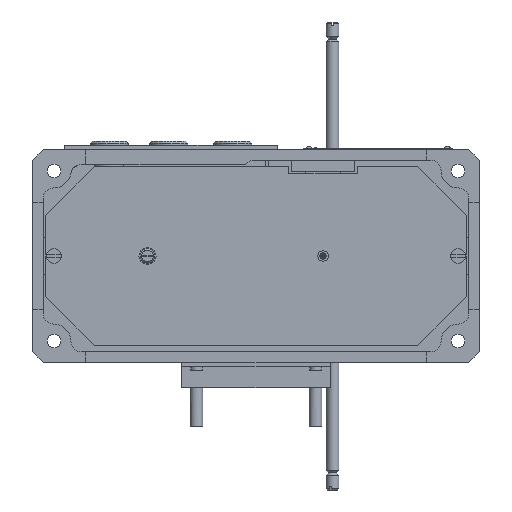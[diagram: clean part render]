
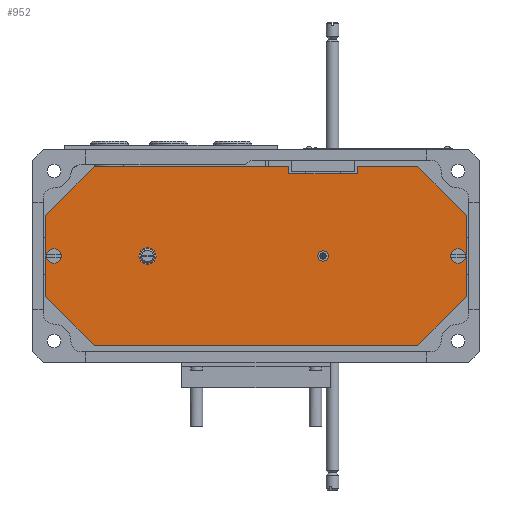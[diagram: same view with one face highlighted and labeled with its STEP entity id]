
A CAD part, front view. The second image highlights one B-rep face of the part: STEP entity #952.
In plain terms, the highlighted planar face has unit normal (0, -1, 0).
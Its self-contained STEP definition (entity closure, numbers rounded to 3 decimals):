
#173 = ORIENTED_EDGE ( 'NONE', *, *, #25088, .F. ) ;
#952 = ADVANCED_FACE ( 'NONE', ( #3831, #68055, #22396, #33821, #15946 ), #21265, .T. ) ;
#1334 = CARTESIAN_POINT ( 'NONE',  ( 6., 3., -19. ) ) ;
#1592 = VERTEX_POINT ( 'NONE', #27424 ) ;
#2260 = EDGE_CURVE ( 'NONE', #1592, #33615, #56935, .T. ) ;
#2682 = EDGE_CURVE ( 'NONE', #70819, #70819, #9802, .T. ) ;
#2852 = ORIENTED_EDGE ( 'NONE', *, *, #5998, .F. ) ;
#3831 = FACE_BOUND ( 'NONE', #57812, .T. ) ;
#4411 = EDGE_CURVE ( 'NONE', #62987, #36360, #49506, .T. ) ;
#4601 = CARTESIAN_POINT ( 'NONE',  ( 200., 3., 0. ) ) ;
#4907 = ORIENTED_EDGE ( 'NONE', *, *, #23820, .F. ) ;
#5023 = LINE ( 'NONE', #9942, #12674 ) ;
#5998 = EDGE_CURVE ( 'NONE', #8280, #18160, #67874, .T. ) ;
#6168 = LINE ( 'NONE', #40409, #25692 ) ;
#6538 = EDGE_CURVE ( 'NONE', #10178, #10178, #63518, .T. ) ;
#7485 = EDGE_CURVE ( 'NONE', #26752, #49029, #5023, .T. ) ;
#7636 = VECTOR ( 'NONE', #60131, 1000. ) ;
#8280 = VERTEX_POINT ( 'NONE', #56267 ) ;
#9609 = DIRECTION ( 'NONE',  ( 0., 0., 1. ) ) ;
#9658 = ORIENTED_EDGE ( 'NONE', *, *, #49302, .F. ) ;
#9800 = CARTESIAN_POINT ( 'NONE',  ( 6., 3., -19. ) ) ;
#9802 = CIRCLE ( 'NONE', #68067, 2.15 ) ;
#9942 = CARTESIAN_POINT ( 'NONE',  ( 6., 3., -19. ) ) ;
#10062 = CARTESIAN_POINT ( 'NONE',  ( 204., 3., -19. ) ) ;
#10178 = VERTEX_POINT ( 'NONE', #37347 ) ;
#10634 = DIRECTION ( 'NONE',  ( 0., 0., 1. ) ) ;
#10890 = AXIS2_PLACEMENT_3D ( 'NONE', #67410, #61686, #9609 ) ;
#11412 = DIRECTION ( 'NONE',  ( -0.707, 0., -0.707 ) ) ;
#11437 = ORIENTED_EDGE ( 'NONE', *, *, #12057, .F. ) ;
#11688 = CARTESIAN_POINT ( 'NONE',  ( 204., 3., -19. ) ) ;
#12057 = EDGE_CURVE ( 'NONE', #65040, #8280, #59758, .T. ) ;
#12674 = VECTOR ( 'NONE', #33150, 1000. ) ;
#13332 = VECTOR ( 'NONE', #73524, 1000. ) ;
#14752 = EDGE_CURVE ( 'NONE', #57550, #62987, #29020, .T. ) ;
#14791 = DIRECTION ( 'NONE',  ( 0., 0., 1. ) ) ;
#14890 = VERTEX_POINT ( 'NONE', #31236 ) ;
#15135 = CARTESIAN_POINT ( 'NONE',  ( 120.5, 3., 42. ) ) ;
#15515 = DIRECTION ( 'NONE',  ( 0., 0., 1. ) ) ;
#15903 = ORIENTED_EDGE ( 'NONE', *, *, #49748, .T. ) ;
#15946 = FACE_BOUND ( 'NONE', #16844, .T. ) ;
#16138 = DIRECTION ( 'NONE',  ( 0., 0., -1. ) ) ;
#16844 = EDGE_LOOP ( 'NONE', ( #24977 ) ) ;
#18160 = VERTEX_POINT ( 'NONE', #11688 ) ;
#18560 = CARTESIAN_POINT ( 'NONE',  ( 105., 3., -118. ) ) ;
#18684 = CARTESIAN_POINT ( 'NONE',  ( 200., 3., 2.15 ) ) ;
#19200 = VERTEX_POINT ( 'NONE', #49740 ) ;
#19227 = VECTOR ( 'NONE', #16138, 1000. ) ;
#20628 = EDGE_CURVE ( 'NONE', #49029, #57550, #74091, .T. ) ;
#21265 = PLANE ( 'NONE',  #48911 ) ;
#21595 = ORIENTED_EDGE ( 'NONE', *, *, #40624, .T. ) ;
#22396 = FACE_BOUND ( 'NONE', #33612, .T. ) ;
#23278 = CARTESIAN_POINT ( 'NONE',  ( 29., 3., -42. ) ) ;
#23820 = EDGE_CURVE ( 'NONE', #18160, #14890, #41103, .T. ) ;
#24827 = ORIENTED_EDGE ( 'NONE', *, *, #14752, .F. ) ;
#24977 = ORIENTED_EDGE ( 'NONE', *, *, #2682, .T. ) ;
#25088 = EDGE_CURVE ( 'NONE', #1592, #65040, #50286, .T. ) ;
#25429 = CARTESIAN_POINT ( 'NONE',  ( 136.5, 3., 0. ) ) ;
#25692 = VECTOR ( 'NONE', #63950, 1000. ) ;
#26752 = VERTEX_POINT ( 'NONE', #23278 ) ;
#27424 = CARTESIAN_POINT ( 'NONE',  ( 152.5, 3., 42. ) ) ;
#29020 = LINE ( 'NONE', #35103, #37493 ) ;
#29244 = DIRECTION ( 'NONE',  ( 0., 0., -1. ) ) ;
#30013 = VECTOR ( 'NONE', #55449, 1000. ) ;
#31140 = LINE ( 'NONE', #15135, #30013 ) ;
#31236 = CARTESIAN_POINT ( 'NONE',  ( 181., 3., -42. ) ) ;
#32534 = LINE ( 'NONE', #45485, #51303 ) ;
#33115 = CARTESIAN_POINT ( 'NONE',  ( 6., 3., 19. ) ) ;
#33150 = DIRECTION ( 'NONE',  ( -0.707, 0., 0.707 ) ) ;
#33612 = EDGE_LOOP ( 'NONE', ( #71890 ) ) ;
#33615 = VERTEX_POINT ( 'NONE', #45746 ) ;
#33644 = ORIENTED_EDGE ( 'NONE', *, *, #7485, .F. ) ;
#33663 = CIRCLE ( 'NONE', #47053, 2.5 ) ;
#33821 = FACE_BOUND ( 'NONE', #62596, .T. ) ;
#34689 = CARTESIAN_POINT ( 'NONE',  ( 10., 3., 2.15 ) ) ;
#35103 = CARTESIAN_POINT ( 'NONE',  ( 6., 3., 19. ) ) ;
#36360 = VERTEX_POINT ( 'NONE', #36997 ) ;
#36700 = CARTESIAN_POINT ( 'NONE',  ( 136.5, 3., 2.5 ) ) ;
#36997 = CARTESIAN_POINT ( 'NONE',  ( 120.5, 3., 42. ) ) ;
#37347 = CARTESIAN_POINT ( 'NONE',  ( 54., 3., 4. ) ) ;
#37493 = VECTOR ( 'NONE', #58277, 1000. ) ;
#38663 = DIRECTION ( 'NONE',  ( -1., 0., 0. ) ) ;
#39653 = VECTOR ( 'NONE', #15515, 1000. ) ;
#40349 = ORIENTED_EDGE ( 'NONE', *, *, #4411, .F. ) ;
#40409 = CARTESIAN_POINT ( 'NONE',  ( 29., 3., -42. ) ) ;
#40624 = EDGE_CURVE ( 'NONE', #53774, #53774, #33663, .T. ) ;
#41103 = LINE ( 'NONE', #63493, #54428 ) ;
#41828 = VECTOR ( 'NONE', #62250, 1000. ) ;
#43430 = ORIENTED_EDGE ( 'NONE', *, *, #69086, .T. ) ;
#45019 = VECTOR ( 'NONE', #60879, 1000. ) ;
#45485 = CARTESIAN_POINT ( 'NONE',  ( 152.5, 3., 38.6 ) ) ;
#45746 = CARTESIAN_POINT ( 'NONE',  ( 152.5, 3., 38.6 ) ) ;
#46012 = EDGE_CURVE ( 'NONE', #52887, #52887, #74059, .T. ) ;
#46127 = DIRECTION ( 'NONE',  ( 0., 0., 1. ) ) ;
#46495 = CARTESIAN_POINT ( 'NONE',  ( 54., 3., 0. ) ) ;
#47053 = AXIS2_PLACEMENT_3D ( 'NONE', #25429, #61170, #14791 ) ;
#48026 = ORIENTED_EDGE ( 'NONE', *, *, #46012, .T. ) ;
#48911 = AXIS2_PLACEMENT_3D ( 'NONE', #18560, #64583, #29244 ) ;
#49029 = VERTEX_POINT ( 'NONE', #1334 ) ;
#49302 = EDGE_CURVE ( 'NONE', #14890, #26752, #6168, .T. ) ;
#49506 = LINE ( 'NONE', #60508, #45019 ) ;
#49740 = CARTESIAN_POINT ( 'NONE',  ( 120.5, 3., 38.6 ) ) ;
#49748 = EDGE_CURVE ( 'NONE', #33615, #19200, #32534, .T. ) ;
#50286 = LINE ( 'NONE', #68538, #13332 ) ;
#50346 = AXIS2_PLACEMENT_3D ( 'NONE', #46495, #68539, #46127 ) ;
#51303 = VECTOR ( 'NONE', #38663, 1000. ) ;
#52887 = VERTEX_POINT ( 'NONE', #34689 ) ;
#53774 = VERTEX_POINT ( 'NONE', #36700 ) ;
#54428 = VECTOR ( 'NONE', #11412, 1000. ) ;
#55449 = DIRECTION ( 'NONE',  ( 0., 0., 1. ) ) ;
#56267 = CARTESIAN_POINT ( 'NONE',  ( 204., 3., 19. ) ) ;
#56516 = ORIENTED_EDGE ( 'NONE', *, *, #2260, .T. ) ;
#56935 = LINE ( 'NONE', #73345, #41828 ) ;
#57550 = VERTEX_POINT ( 'NONE', #33115 ) ;
#57812 = EDGE_LOOP ( 'NONE', ( #21595 ) ) ;
#58277 = DIRECTION ( 'NONE',  ( 0.707, 0., 0.707 ) ) ;
#58495 = CARTESIAN_POINT ( 'NONE',  ( 181., 3., 42. ) ) ;
#59758 = LINE ( 'NONE', #66614, #7636 ) ;
#60131 = DIRECTION ( 'NONE',  ( 0.707, 0., -0.707 ) ) ;
#60508 = CARTESIAN_POINT ( 'NONE',  ( 29., 3., 42. ) ) ;
#60879 = DIRECTION ( 'NONE',  ( 1., 0., 0. ) ) ;
#61170 = DIRECTION ( 'NONE',  ( 0., 1., 0. ) ) ;
#61686 = DIRECTION ( 'NONE',  ( 0., 1., 0. ) ) ;
#62250 = DIRECTION ( 'NONE',  ( 0., 0., -1. ) ) ;
#62596 = EDGE_LOOP ( 'NONE', ( #48026 ) ) ;
#62964 = EDGE_LOOP ( 'NONE', ( #56516, #15903, #43430, #40349, #24827, #65773, #33644, #9658, #4907, #2852, #11437, #173 ) ) ;
#62987 = VERTEX_POINT ( 'NONE', #66498 ) ;
#63493 = CARTESIAN_POINT ( 'NONE',  ( 181., 3., -42. ) ) ;
#63518 = CIRCLE ( 'NONE', #50346, 4. ) ;
#63950 = DIRECTION ( 'NONE',  ( -1., 0., 0. ) ) ;
#64583 = DIRECTION ( 'NONE',  ( 0., -1., 0. ) ) ;
#65040 = VERTEX_POINT ( 'NONE', #58495 ) ;
#65773 = ORIENTED_EDGE ( 'NONE', *, *, #20628, .F. ) ;
#66498 = CARTESIAN_POINT ( 'NONE',  ( 29., 3., 42. ) ) ;
#66614 = CARTESIAN_POINT ( 'NONE',  ( 181., 3., 42. ) ) ;
#67410 = CARTESIAN_POINT ( 'NONE',  ( 10., 3., 0. ) ) ;
#67874 = LINE ( 'NONE', #10062, #19227 ) ;
#68055 = FACE_OUTER_BOUND ( 'NONE', #62964, .T. ) ;
#68067 = AXIS2_PLACEMENT_3D ( 'NONE', #4601, #69194, #10634 ) ;
#68538 = CARTESIAN_POINT ( 'NONE',  ( 29., 3., 42. ) ) ;
#68539 = DIRECTION ( 'NONE',  ( 0., 1., 0. ) ) ;
#69086 = EDGE_CURVE ( 'NONE', #19200, #36360, #31140, .T. ) ;
#69194 = DIRECTION ( 'NONE',  ( 0., 1., 0. ) ) ;
#70819 = VERTEX_POINT ( 'NONE', #18684 ) ;
#71890 = ORIENTED_EDGE ( 'NONE', *, *, #6538, .T. ) ;
#73345 = CARTESIAN_POINT ( 'NONE',  ( 152.5, 3., 42. ) ) ;
#73524 = DIRECTION ( 'NONE',  ( 1., 0., 0. ) ) ;
#74059 = CIRCLE ( 'NONE', #10890, 2.15 ) ;
#74091 = LINE ( 'NONE', #9800, #39653 ) ;
